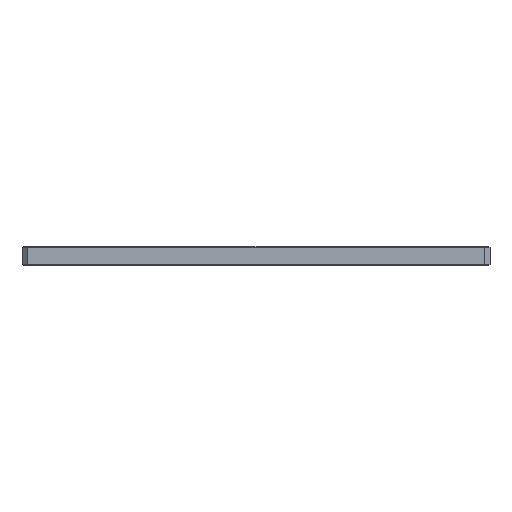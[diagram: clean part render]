
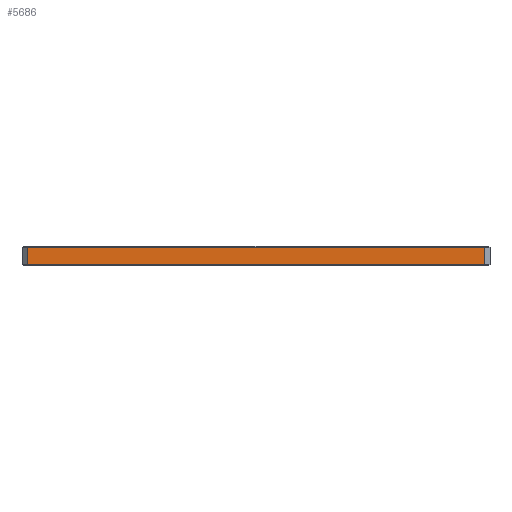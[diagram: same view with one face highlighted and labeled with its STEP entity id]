
A CAD part, left-side view. The second image highlights one B-rep face of the part: STEP entity #5686.
In plain terms, the highlighted planar face has unit normal (-1, 0, 0).
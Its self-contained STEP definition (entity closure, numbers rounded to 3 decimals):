
#16 = EDGE_LOOP ( 'NONE', ( #4239, #8321, #1044, #1076 ) ) ;
#368 = EDGE_CURVE ( 'NONE', #6174, #4722, #7125, .T. ) ;
#647 = VECTOR ( 'NONE', #4433, 1000. ) ;
#726 = DIRECTION ( 'NONE',  ( 0., 0., -1. ) ) ;
#1044 = ORIENTED_EDGE ( 'NONE', *, *, #6046, .T. ) ;
#1076 = ORIENTED_EDGE ( 'NONE', *, *, #2962, .T. ) ;
#1373 = CARTESIAN_POINT ( 'NONE',  ( -457.2, 223.6, 18. ) ) ;
#1723 = CARTESIAN_POINT ( 'NONE',  ( -457.2, -223.6, 18. ) ) ;
#1871 = DIRECTION ( 'NONE',  ( 0., 1., 0. ) ) ;
#2209 = CARTESIAN_POINT ( 'NONE',  ( -457.2, -228.6, 19. ) ) ;
#2363 = CARTESIAN_POINT ( 'NONE',  ( -457.2, -223.6, 1. ) ) ;
#2514 = EDGE_CURVE ( 'NONE', #4722, #6199, #5829, .T. ) ;
#2962 = EDGE_CURVE ( 'NONE', #3221, #6174, #3988, .T. ) ;
#3221 = VERTEX_POINT ( 'NONE', #1723 ) ;
#3687 = CARTESIAN_POINT ( 'NONE',  ( -457.2, 223.6, 19. ) ) ;
#3698 = CARTESIAN_POINT ( 'NONE',  ( -457.2, -228.6, 1. ) ) ;
#3988 = LINE ( 'NONE', #4719, #5297 ) ;
#4025 = DIRECTION ( 'NONE',  ( 0., 0., 1. ) ) ;
#4239 = ORIENTED_EDGE ( 'NONE', *, *, #368, .T. ) ;
#4433 = DIRECTION ( 'NONE',  ( 0., -1., 0. ) ) ;
#4719 = CARTESIAN_POINT ( 'NONE',  ( -457.2, 223.6, 18. ) ) ;
#4722 = VERTEX_POINT ( 'NONE', #8817 ) ;
#4832 = FACE_OUTER_BOUND ( 'NONE', #16, .T. ) ;
#5297 = VECTOR ( 'NONE', #1871, 1000. ) ;
#5307 = CARTESIAN_POINT ( 'NONE',  ( -457.2, -223.6, 19. ) ) ;
#5602 = DIRECTION ( 'NONE',  ( 1., 0., 0. ) ) ;
#5686 = ADVANCED_FACE ( 'NONE', ( #4832 ), #7660, .F. ) ;
#5829 = LINE ( 'NONE', #3698, #647 ) ;
#5984 = LINE ( 'NONE', #5307, #8782 ) ;
#6046 = EDGE_CURVE ( 'NONE', #6199, #3221, #5984, .T. ) ;
#6174 = VERTEX_POINT ( 'NONE', #1373 ) ;
#6199 = VERTEX_POINT ( 'NONE', #2363 ) ;
#6599 = VECTOR ( 'NONE', #7693, 1000. ) ;
#7125 = LINE ( 'NONE', #3687, #6599 ) ;
#7660 = PLANE ( 'NONE',  #8422 ) ;
#7693 = DIRECTION ( 'NONE',  ( 0., 0., -1. ) ) ;
#8321 = ORIENTED_EDGE ( 'NONE', *, *, #2514, .T. ) ;
#8422 = AXIS2_PLACEMENT_3D ( 'NONE', #2209, #5602, #726 ) ;
#8782 = VECTOR ( 'NONE', #4025, 1000. ) ;
#8817 = CARTESIAN_POINT ( 'NONE',  ( -457.2, 223.6, 1. ) ) ;
